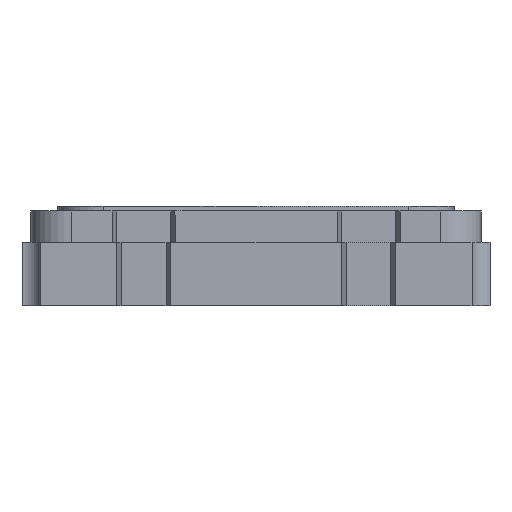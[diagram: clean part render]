
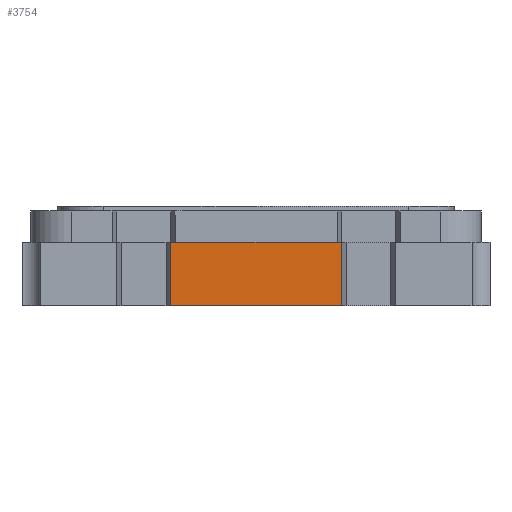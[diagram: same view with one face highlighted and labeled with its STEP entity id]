
A CAD part, front view. The second image highlights one B-rep face of the part: STEP entity #3754.
In plain terms, the highlighted face is planar.
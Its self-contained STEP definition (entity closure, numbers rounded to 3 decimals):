
#236=LINE('',#5760,#480);
#293=LINE('',#5886,#537);
#304=LINE('',#5910,#548);
#315=LINE('',#5932,#559);
#480=VECTOR('',#4327,1000.);
#537=VECTOR('',#4432,1000.);
#548=VECTOR('',#4455,1000.);
#559=VECTOR('',#4480,1000.);
#1312=ORIENTED_EDGE('',*,*,#1739,.T.);
#1313=ORIENTED_EDGE('',*,*,#1750,.T.);
#1314=ORIENTED_EDGE('',*,*,#1727,.F.);
#1315=ORIENTED_EDGE('',*,*,#1664,.F.);
#1664=EDGE_CURVE('',#1962,#1963,#236,.T.);
#1727=EDGE_CURVE('',#1963,#2008,#293,.T.);
#1739=EDGE_CURVE('',#1962,#2014,#304,.T.);
#1750=EDGE_CURVE('',#2014,#2008,#315,.T.);
#1962=VERTEX_POINT('',#5759);
#1963=VERTEX_POINT('',#5761);
#2008=VERTEX_POINT('',#5887);
#2014=VERTEX_POINT('',#5909);
#2303=EDGE_LOOP('',(#1312,#1313,#1314,#1315));
#2462=FACE_BOUND('',#2303,.T.);
#2582=PLANE('',#3920);
#3754=ADVANCED_FACE('',(#2462),#2582,.F.);
#3920=AXIS2_PLACEMENT_3D('',#5931,#4478,#4479);
#4327=DIRECTION('',(0.,1.,0.));
#4432=DIRECTION('',(0.,0.,-1.));
#4455=DIRECTION('',(0.,0.,-1.));
#4478=DIRECTION('',(-1.,0.,0.));
#4479=DIRECTION('',(0.,0.,1.));
#4480=DIRECTION('',(0.,1.,0.));
#5759=CARTESIAN_POINT('',(3.6,-0.95,0.7));
#5760=CARTESIAN_POINT('',(3.6,-0.95,0.7));
#5761=CARTESIAN_POINT('',(3.6,0.95,0.7));
#5886=CARTESIAN_POINT('',(3.6,0.95,0.7));
#5887=CARTESIAN_POINT('',(3.6,0.95,0.));
#5909=CARTESIAN_POINT('',(3.6,-0.95,0.));
#5910=CARTESIAN_POINT('',(3.6,-0.95,0.7));
#5931=CARTESIAN_POINT('',(3.6,-0.95,0.7));
#5932=CARTESIAN_POINT('',(3.6,-0.95,0.));
